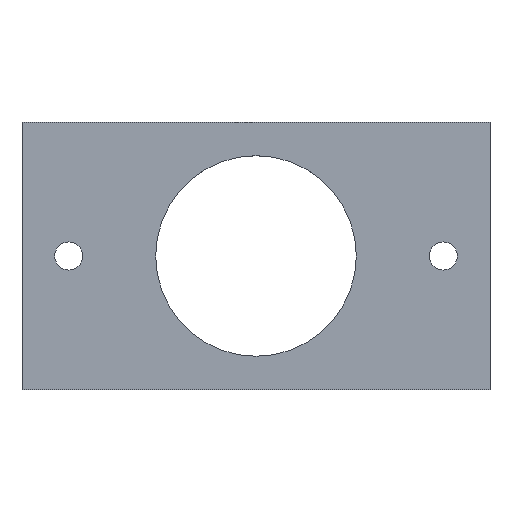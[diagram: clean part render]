
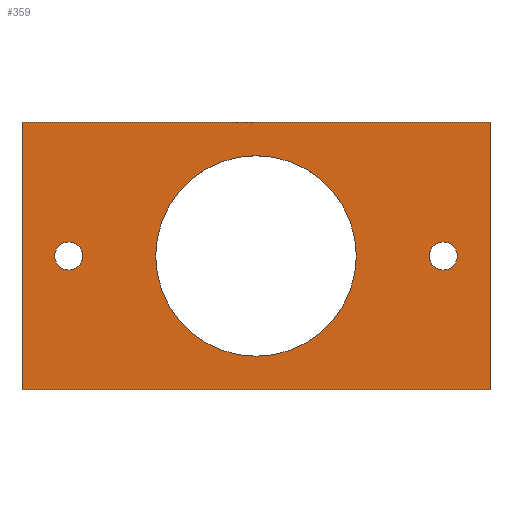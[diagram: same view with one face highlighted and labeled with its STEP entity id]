
A CAD part, top view. The second image highlights one B-rep face of the part: STEP entity #359.
In plain terms, the highlighted planar face has unit normal (0, 0, 1).
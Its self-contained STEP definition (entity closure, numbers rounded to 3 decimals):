
#3 = ORIENTED_EDGE ( 'NONE', *, *, #401, .T. ) ;
#6 = EDGE_LOOP ( 'NONE', ( #335, #231 ) ) ;
#25 = FACE_OUTER_BOUND ( 'NONE', #313, .T. ) ;
#33 = LINE ( 'NONE', #286, #410 ) ;
#35 = CARTESIAN_POINT ( 'NONE',  ( 25., 53.191, 3. ) ) ;
#39 = VERTEX_POINT ( 'NONE', #213 ) ;
#40 = DIRECTION ( 'NONE',  ( 0., 0., 1. ) ) ;
#41 = ORIENTED_EDGE ( 'NONE', *, *, #137, .T. ) ;
#46 = AXIS2_PLACEMENT_3D ( 'NONE', #412, #376, #337 ) ;
#50 = CARTESIAN_POINT ( 'NONE',  ( -38., 33.191, 3. ) ) ;
#52 = CIRCLE ( 'NONE', #232, 15. ) ;
#53 = CARTESIAN_POINT ( 'NONE',  ( -10., 33.191, 3. ) ) ;
#55 = ORIENTED_EDGE ( 'NONE', *, *, #407, .T. ) ;
#62 = LINE ( 'NONE', #35, #393 ) ;
#65 = AXIS2_PLACEMENT_3D ( 'NONE', #375, #224, #263 ) ;
#66 = CIRCLE ( 'NONE', #384, 2.1 ) ;
#68 = DIRECTION ( 'NONE',  ( 0., 1., 0. ) ) ;
#71 = VERTEX_POINT ( 'NONE', #387 ) ;
#82 = CIRCLE ( 'NONE', #131, 2.1 ) ;
#93 = FACE_BOUND ( 'NONE', #178, .T. ) ;
#106 = CIRCLE ( 'NONE', #454, 15. ) ;
#114 = VERTEX_POINT ( 'NONE', #133 ) ;
#115 = CARTESIAN_POINT ( 'NONE',  ( -25., 33.191, 3. ) ) ;
#123 = CARTESIAN_POINT ( 'NONE',  ( 25., 53.191, 3. ) ) ;
#131 = AXIS2_PLACEMENT_3D ( 'NONE', #175, #214, #205 ) ;
#133 = CARTESIAN_POINT ( 'NONE',  ( 25., 13.191, 3. ) ) ;
#137 = EDGE_CURVE ( 'NONE', #350, #71, #211, .T. ) ;
#138 = VERTEX_POINT ( 'NONE', #390 ) ;
#149 = CARTESIAN_POINT ( 'NONE',  ( -45., 53.191, 3. ) ) ;
#162 = CARTESIAN_POINT ( 'NONE',  ( -40.1, 33.191, 3. ) ) ;
#171 = AXIS2_PLACEMENT_3D ( 'NONE', #362, #40, #326 ) ;
#173 = EDGE_CURVE ( 'NONE', #186, #413, #82, .T. ) ;
#175 = CARTESIAN_POINT ( 'NONE',  ( 18., 33.191, 3. ) ) ;
#178 = EDGE_LOOP ( 'NONE', ( #364, #430 ) ) ;
#182 = EDGE_CURVE ( 'NONE', #413, #186, #340, .T. ) ;
#185 = DIRECTION ( 'NONE',  ( 0., 0., 1. ) ) ;
#186 = VERTEX_POINT ( 'NONE', #217 ) ;
#198 = CARTESIAN_POINT ( 'NONE',  ( -10., 33.191, 3. ) ) ;
#205 = DIRECTION ( 'NONE',  ( -1., 0., 0. ) ) ;
#206 = DIRECTION ( 'NONE',  ( 1., 0., 0. ) ) ;
#208 = ORIENTED_EDGE ( 'NONE', *, *, #261, .F. ) ;
#211 = LINE ( 'NONE', #244, #281 ) ;
#213 = CARTESIAN_POINT ( 'NONE',  ( -35.9, 33.191, 3. ) ) ;
#214 = DIRECTION ( 'NONE',  ( 0., 0., 1. ) ) ;
#216 = EDGE_CURVE ( 'NONE', #39, #425, #66, .T. ) ;
#217 = CARTESIAN_POINT ( 'NONE',  ( 20.1, 33.191, 3. ) ) ;
#224 = DIRECTION ( 'NONE',  ( 0., 0., 1. ) ) ;
#229 = EDGE_CURVE ( 'NONE', #138, #333, #106, .T. ) ;
#231 = ORIENTED_EDGE ( 'NONE', *, *, #173, .F. ) ;
#232 = AXIS2_PLACEMENT_3D ( 'NONE', #198, #235, #282 ) ;
#235 = DIRECTION ( 'NONE',  ( 0., 0., 1. ) ) ;
#244 = CARTESIAN_POINT ( 'NONE',  ( -45., 53.191, 3. ) ) ;
#252 = VECTOR ( 'NONE', #312, 1000. ) ;
#261 = EDGE_CURVE ( 'NONE', #425, #39, #298, .T. ) ;
#263 = DIRECTION ( 'NONE',  ( 1., 0., 0. ) ) ;
#269 = FACE_BOUND ( 'NONE', #325, .T. ) ;
#277 = VERTEX_POINT ( 'NONE', #123 ) ;
#281 = VECTOR ( 'NONE', #426, 1000. ) ;
#282 = DIRECTION ( 'NONE',  ( 1., 0., 0. ) ) ;
#286 = CARTESIAN_POINT ( 'NONE',  ( -45., 13.191, 3. ) ) ;
#298 = CIRCLE ( 'NONE', #65, 2.1 ) ;
#300 = DIRECTION ( 'NONE',  ( 1., 0., 0. ) ) ;
#303 = FACE_BOUND ( 'NONE', #6, .T. ) ;
#306 = DIRECTION ( 'NONE',  ( 1., 0., 0. ) ) ;
#312 = DIRECTION ( 'NONE',  ( -1., 0., 0. ) ) ;
#313 = EDGE_LOOP ( 'NONE', ( #41, #3, #382, #55 ) ) ;
#320 = LINE ( 'NONE', #345, #252 ) ;
#325 = EDGE_LOOP ( 'NONE', ( #208, #459 ) ) ;
#326 = DIRECTION ( 'NONE',  ( -1., 0., 0. ) ) ;
#330 = DIRECTION ( 'NONE',  ( 0., 0., 1. ) ) ;
#333 = VERTEX_POINT ( 'NONE', #115 ) ;
#335 = ORIENTED_EDGE ( 'NONE', *, *, #182, .F. ) ;
#337 = DIRECTION ( 'NONE',  ( 1., 0., 0. ) ) ;
#340 = CIRCLE ( 'NONE', #171, 2.1 ) ;
#345 = CARTESIAN_POINT ( 'NONE',  ( -45., 53.191, 3. ) ) ;
#350 = VERTEX_POINT ( 'NONE', #149 ) ;
#351 = CARTESIAN_POINT ( 'NONE',  ( 15.9, 33.191, 3. ) ) ;
#359 = ADVANCED_FACE ( 'NONE', ( #303, #25, #269, #93 ), #380, .T. ) ;
#362 = CARTESIAN_POINT ( 'NONE',  ( 18., 33.191, 3. ) ) ;
#364 = ORIENTED_EDGE ( 'NONE', *, *, #446, .F. ) ;
#369 = EDGE_CURVE ( 'NONE', #114, #277, #62, .T. ) ;
#375 = CARTESIAN_POINT ( 'NONE',  ( -38., 33.191, 3. ) ) ;
#376 = DIRECTION ( 'NONE',  ( 0., 0., 1. ) ) ;
#380 = PLANE ( 'NONE',  #46 ) ;
#382 = ORIENTED_EDGE ( 'NONE', *, *, #369, .T. ) ;
#384 = AXIS2_PLACEMENT_3D ( 'NONE', #50, #330, #300 ) ;
#387 = CARTESIAN_POINT ( 'NONE',  ( -45., 13.191, 3. ) ) ;
#390 = CARTESIAN_POINT ( 'NONE',  ( 5., 33.191, 3. ) ) ;
#393 = VECTOR ( 'NONE', #68, 1000. ) ;
#401 = EDGE_CURVE ( 'NONE', #71, #114, #33, .T. ) ;
#407 = EDGE_CURVE ( 'NONE', #277, #350, #320, .T. ) ;
#410 = VECTOR ( 'NONE', #206, 1000. ) ;
#412 = CARTESIAN_POINT ( 'NONE',  ( 0., 0., 3. ) ) ;
#413 = VERTEX_POINT ( 'NONE', #351 ) ;
#425 = VERTEX_POINT ( 'NONE', #162 ) ;
#426 = DIRECTION ( 'NONE',  ( 0., -1., 0. ) ) ;
#430 = ORIENTED_EDGE ( 'NONE', *, *, #229, .F. ) ;
#446 = EDGE_CURVE ( 'NONE', #333, #138, #52, .T. ) ;
#454 = AXIS2_PLACEMENT_3D ( 'NONE', #53, #185, #306 ) ;
#459 = ORIENTED_EDGE ( 'NONE', *, *, #216, .F. ) ;
